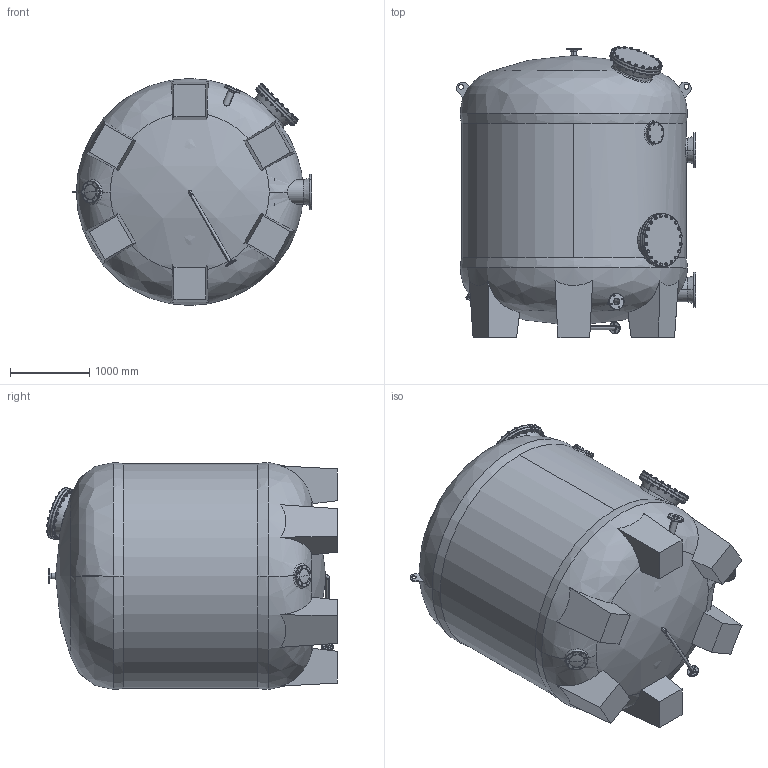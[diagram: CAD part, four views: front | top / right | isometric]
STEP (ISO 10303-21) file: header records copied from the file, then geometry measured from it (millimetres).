
FILE_DESCRIPTION (( 'STEP AP214' ), '1' );
FILE_NAME ('Atlantic 280C.STEP', '2020-11-02T13:37:59', ( '' ), ( '' ), 'SwSTEP 2.0', 'SolidWorks 2019', '' );
FILE_SCHEMA (( 'AUTOMOTIVE_DESIGN' ));
Length unit declared in the file: millimetre
Products named in the file (23): glass_cover_dn200; cover_dn500; drain_flange_dn40; cover_block_dn200; inlet_flange_dn300A; gasket_dn500; air_flange_dn80A; hex_screw_m20_100; gasket_dn200; gasket_block_dn200; hex_screw_m8_40; outlet_flange_dn300A; washer_fi8; washer_fi20; elbow_dn40; vessel_280c; hex_nut_m20; vent_flange_dn65A; Atlantic 280C
Assembly tree (211 placements, depth 3):
  Atlantic 280C
    vessel_280c
    inlet_flange_dn300A
    outlet_flange_dn300A
    vent_flange_dn65A
    air_flange_dn80A
    elbow_dn40
    drain_flange_dn40
    cover_dn500
      cover_dn500
      gasket_dn500
      hex_screw_m20_100  x20
      washer_fi20  x20
    hex_nut_m20  x40
    washer_fi20  x40
    glass_cover_dn200
      glass_cover_dn200
      gasket_dn200
      hex_screw_m8_40  x8
      washer_fi8  x8
    cover_dn500
      cover_dn500
      gasket_dn500
      hex_screw_m20_100  x20
      washer_fi20  x20
    cover_block_dn200
      cover_block_dn200
      gasket_block_dn200
      hex_screw_m8_40  x8
      washer_fi8  x8
Bounding box: 3014.92 x 3666.66 x 2860.48 mm (x, y, z)
Volume: 39945350.5 mm3; surface area: 80999916.7 mm2
Topology: 206 solids, 224 shells, 3561 faces, 7975 edges, 4893 vertices
Faces by surface type: cone 1280, plane 1117, cylinder 1009, bspline 155
Entity records: 52688 total; most frequent: CARTESIAN_POINT 25898, DIRECTION 4453, ORIENTED_EDGE 4030, EDGE_CURVE 2043, AXIS2_PLACEMENT_3D 1948, VERTEX_POINT 1361, CIRCLE 1109, EDGE_LOOP 1078
